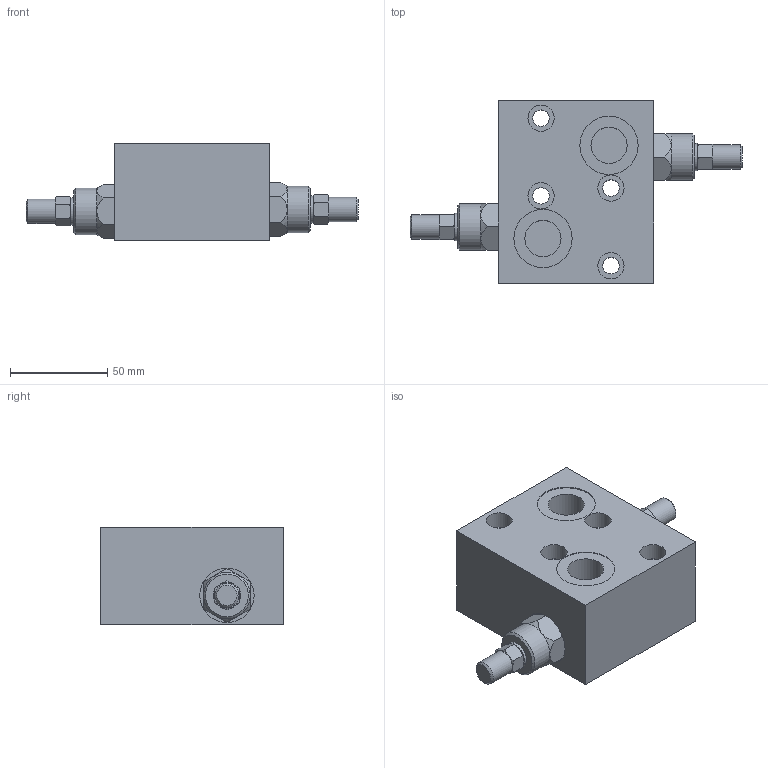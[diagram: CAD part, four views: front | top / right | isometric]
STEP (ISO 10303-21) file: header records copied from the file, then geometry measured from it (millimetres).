
FILE_DESCRIPTION(/* description */ ('Unknown'),/* implementation_level */ '2;1');
FILE_NAME(/* name */ 'V0425',/* time_stamp */ '2017-06-27T10:11:01+02:00',/* author */ ('Unknown'),/* organization */ ('Unknown'),/* preprocessor_version */ 'ST-DEVELOPER v16.7',/* originating_system */ 'DEX',/* authorisation */ $);
FILE_SCHEMA (('AUTOMOTIVE_DESIGN {1 0 10303 214 3 1 1}'));
Length unit declared in the file: millimetre
Products named in the file (1): V0425
Bounding box: 171 x 94 x 50 mm (x, y, z)
Volume: 374185 mm3; surface area: 47140.4 mm2
Topology: 1 solids, 1 shells, 116 faces, 236 edges, 144 vertices
Faces by surface type: plane 52, cone 40, cylinder 24
Full cylindrical faces by diameter (mm): 8.5 x4, 12.5 x2, 13.5 x4, 14 x2, 18.631 x2, 20.5 x2, 24 x2, 27 x2, 28 x2, 30 x2
Entity records: 3682 total; most frequent: CARTESIAN_POINT 661, DIRECTION 454, ORIENTED_EDGE 412, EDGE_CURVE 206, AXIS2_PLACEMENT_3D 203, EDGE_LOOP 174, FACE_BOUND 174, VERTEX_POINT 142
